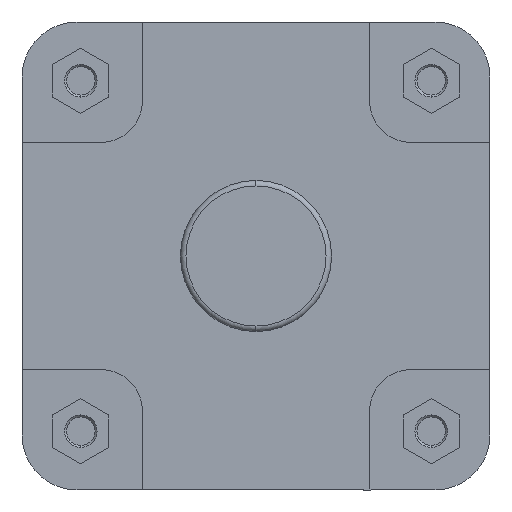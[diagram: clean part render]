
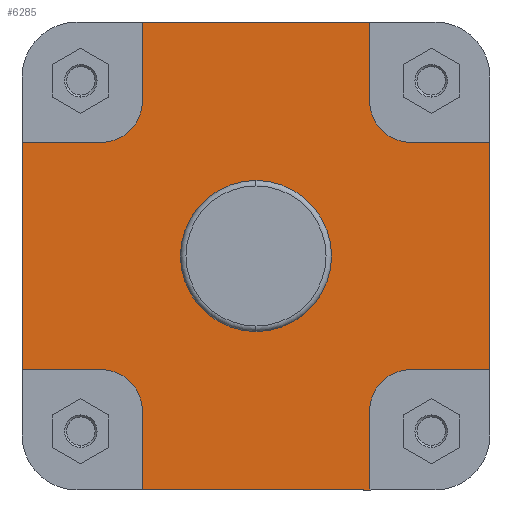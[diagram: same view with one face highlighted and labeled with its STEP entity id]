
A CAD part, left-side view. The second image highlights one B-rep face of the part: STEP entity #6285.
In plain terms, the highlighted planar face has unit normal (-1, 0, 0).
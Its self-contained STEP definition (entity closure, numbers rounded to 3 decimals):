
#367 = CARTESIAN_POINT ( 'NONE',  ( 16., -112.5, 112.5 ) ) ;
#368 = DIRECTION ( 'NONE',  ( -1., 0., 0. ) ) ;
#369 = DIRECTION ( 'NONE',  ( 0., 0., 1. ) ) ;
#494 = CARTESIAN_POINT ( 'NONE',  ( 16., 170., -82.5 ) ) ;
#497 = DIRECTION ( 'NONE',  ( 0., 1., 0. ) ) ;
#506 = CARTESIAN_POINT ( 'NONE',  ( 16., -374.141, 170. ) ) ;
#507 = DIRECTION ( 'NONE',  ( 0., -1., 0. ) ) ;
#514 = CARTESIAN_POINT ( 'NONE',  ( 16., 0., 0. ) ) ;
#519 = DIRECTION ( 'NONE',  ( -1., 0., 0. ) ) ;
#520 = DIRECTION ( 'NONE',  ( 0., 0., 1. ) ) ;
#562 = CARTESIAN_POINT ( 'NONE',  ( 16., 0., 0. ) ) ;
#567 = DIRECTION ( 'NONE',  ( -1., 0., 0. ) ) ;
#568 = DIRECTION ( 'NONE',  ( 0., 0., 1. ) ) ;
#581 = CARTESIAN_POINT ( 'NONE',  ( 16., 112.5, 112.5 ) ) ;
#582 = CARTESIAN_POINT ( 'NONE',  ( 16., 82.5, -112.5 ) ) ;
#583 = DIRECTION ( 'NONE',  ( 0., 0., 1. ) ) ;
#592 = CARTESIAN_POINT ( 'NONE',  ( 16., 112.5, 82.5 ) ) ;
#595 = DIRECTION ( 'NONE',  ( -1., 0., 0. ) ) ;
#596 = DIRECTION ( 'NONE',  ( 0., 1., 0. ) ) ;
#597 = CARTESIAN_POINT ( 'NONE',  ( 16., 170., 0. ) ) ;
#599 = DIRECTION ( 'NONE',  ( 0., -1., 0. ) ) ;
#601 = DIRECTION ( 'NONE',  ( 0., 0., 1. ) ) ;
#639 = CARTESIAN_POINT ( 'NONE',  ( 16., 112.5, -112.5 ) ) ;
#644 = CARTESIAN_POINT ( 'NONE',  ( 16., -112.5, -82.5 ) ) ;
#645 = DIRECTION ( 'NONE',  ( 0., 1., 0. ) ) ;
#649 = DIRECTION ( 'NONE',  ( -1., 0., 0. ) ) ;
#650 = DIRECTION ( 'NONE',  ( 0., 0., -1. ) ) ;
#681 = CARTESIAN_POINT ( 'NONE',  ( 16., 82.5, 170. ) ) ;
#682 = DIRECTION ( 'NONE',  ( 0., 0., 1. ) ) ;
#763 = CARTESIAN_POINT ( 'NONE',  ( 16., -82.5, 112.5 ) ) ;
#764 = DIRECTION ( 'NONE',  ( 0., 0., -1. ) ) ;
#794 = CARTESIAN_POINT ( 'NONE',  ( 16., -82.5, -170. ) ) ;
#795 = DIRECTION ( 'NONE',  ( 0., 0., -1. ) ) ;
#814 = CARTESIAN_POINT ( 'NONE',  ( 16., -374.141, -170. ) ) ;
#829 = CARTESIAN_POINT ( 'NONE',  ( 16., -170., 82.5 ) ) ;
#830 = DIRECTION ( 'NONE',  ( 0., -1., 0. ) ) ;
#832 = DIRECTION ( 'NONE',  ( 0., -1., 0. ) ) ;
#833 = CARTESIAN_POINT ( 'NONE',  ( 16., -112.5, -112.5 ) ) ;
#834 = DIRECTION ( 'NONE',  ( -1., 0., 0. ) ) ;
#835 = DIRECTION ( 'NONE',  ( 0., -1., 0. ) ) ;
#898 = CARTESIAN_POINT ( 'NONE',  ( 16., -170., 0. ) ) ;
#899 = DIRECTION ( 'NONE',  ( 0., 0., 1. ) ) ;
#1326 = FACE_OUTER_BOUND ( 'NONE', #2257, .T. ) ;
#1327 = FACE_BOUND ( 'NONE', #6596, .T. ) ;
#1627 = CARTESIAN_POINT ( 'NONE',  ( 16., 54.9, 0. ) ) ;
#1636 = PLANE ( 'NONE',  #6082 ) ;
#1637 = DIRECTION ( 'NONE',  ( 1., 0., 0. ) ) ;
#1638 = DIRECTION ( 'NONE',  ( 0., 0., -1. ) ) ;
#2257 = EDGE_LOOP ( 'NONE', ( #5113, #5103, #5124, #5140, #5101, #5135, #5143, #5139, #5086, #5121, #5138, #5091, #5167, #5106, #5184, #5161 ) ) ;
#2905 = CIRCLE ( 'NONE', #5929, 30. ) ;
#2986 = VECTOR ( 'NONE', #507, 1000. ) ;
#2995 = LINE ( 'NONE', #494, #2999 ) ;
#2999 = VECTOR ( 'NONE', #497, 1000. ) ;
#3000 = LINE ( 'NONE', #506, #2986 ) ;
#3018 = CIRCLE ( 'NONE', #5949, 54.9 ) ;
#3051 = VECTOR ( 'NONE', #583, 1000. ) ;
#3054 = LINE ( 'NONE', #582, #3051 ) ;
#3055 = CIRCLE ( 'NONE', #5952, 54.9 ) ;
#3064 = VECTOR ( 'NONE', #599, 1000. ) ;
#3071 = LINE ( 'NONE', #597, #3076 ) ;
#3074 = LINE ( 'NONE', #592, #3064 ) ;
#3075 = CIRCLE ( 'NONE', #5957, 30. ) ;
#3076 = VECTOR ( 'NONE', #601, 1000. ) ;
#3107 = LINE ( 'NONE', #644, #3108 ) ;
#3108 = VECTOR ( 'NONE', #645, 1000. ) ;
#3113 = CIRCLE ( 'NONE', #5966, 30. ) ;
#3138 = LINE ( 'NONE', #681, #3139 ) ;
#3139 = VECTOR ( 'NONE', #682, 1000. ) ;
#3199 = LINE ( 'NONE', #794, #3209 ) ;
#3201 = LINE ( 'NONE', #763, #3202 ) ;
#3202 = VECTOR ( 'NONE', #764, 1000. ) ;
#3209 = VECTOR ( 'NONE', #795, 1000. ) ;
#3247 = LINE ( 'NONE', #814, #3251 ) ;
#3249 = LINE ( 'NONE', #829, #3250 ) ;
#3250 = VECTOR ( 'NONE', #830, 1000. ) ;
#3251 = VECTOR ( 'NONE', #832, 1000. ) ;
#3254 = CIRCLE ( 'NONE', #5987, 30. ) ;
#3294 = LINE ( 'NONE', #898, #3295 ) ;
#3295 = VECTOR ( 'NONE', #899, 1000. ) ;
#3581 = VERTEX_POINT ( 'NONE', #3919 ) ;
#3583 = VERTEX_POINT ( 'NONE', #3921 ) ;
#3584 = VERTEX_POINT ( 'NONE', #3922 ) ;
#3591 = VERTEX_POINT ( 'NONE', #3929 ) ;
#3595 = VERTEX_POINT ( 'NONE', #3933 ) ;
#3598 = VERTEX_POINT ( 'NONE', #3936 ) ;
#3600 = VERTEX_POINT ( 'NONE', #3938 ) ;
#3607 = VERTEX_POINT ( 'NONE', #3945 ) ;
#3610 = VERTEX_POINT ( 'NONE', #3948 ) ;
#3614 = VERTEX_POINT ( 'NONE', #3952 ) ;
#3619 = VERTEX_POINT ( 'NONE', #3957 ) ;
#3621 = VERTEX_POINT ( 'NONE', #3959 ) ;
#3632 = VERTEX_POINT ( 'NONE', #3970 ) ;
#3635 = VERTEX_POINT ( 'NONE', #3973 ) ;
#3636 = VERTEX_POINT ( 'NONE', #3974 ) ;
#3646 = VERTEX_POINT ( 'NONE', #3984 ) ;
#3656 = VERTEX_POINT ( 'NONE', #3994 ) ;
#3658 = VERTEX_POINT ( 'NONE', #3996 ) ;
#3919 = CARTESIAN_POINT ( 'NONE',  ( 16., 0., -54.9 ) ) ;
#3921 = CARTESIAN_POINT ( 'NONE',  ( 16., 112.5, -82.5 ) ) ;
#3922 = CARTESIAN_POINT ( 'NONE',  ( 16., -82.5, -112.5 ) ) ;
#3929 = CARTESIAN_POINT ( 'NONE',  ( 16., 82.5, 170. ) ) ;
#3933 = CARTESIAN_POINT ( 'NONE',  ( 16., -82.5, 112.5 ) ) ;
#3936 = CARTESIAN_POINT ( 'NONE',  ( 16., 82.5, 112.5 ) ) ;
#3938 = CARTESIAN_POINT ( 'NONE',  ( 16., 0., 54.9 ) ) ;
#3945 = CARTESIAN_POINT ( 'NONE',  ( 16., -112.5, 82.5 ) ) ;
#3948 = CARTESIAN_POINT ( 'NONE',  ( 16., 82.5, -170. ) ) ;
#3952 = CARTESIAN_POINT ( 'NONE',  ( 16., 82.5, -112.5 ) ) ;
#3957 = CARTESIAN_POINT ( 'NONE',  ( 16., -170., -82.5 ) ) ;
#3959 = CARTESIAN_POINT ( 'NONE',  ( 16., -82.5, 170. ) ) ;
#3970 = CARTESIAN_POINT ( 'NONE',  ( 16., 112.5, 82.5 ) ) ;
#3973 = CARTESIAN_POINT ( 'NONE',  ( 16., -112.5, -82.5 ) ) ;
#3974 = CARTESIAN_POINT ( 'NONE',  ( 16., 170., 82.5 ) ) ;
#3984 = CARTESIAN_POINT ( 'NONE',  ( 16., -170., 82.5 ) ) ;
#3994 = CARTESIAN_POINT ( 'NONE',  ( 16., -82.5, -170. ) ) ;
#3996 = CARTESIAN_POINT ( 'NONE',  ( 16., 170., -82.5 ) ) ;
#5086 = ORIENTED_EDGE ( 'NONE', *, *, #5517, .F. ) ;
#5091 = ORIENTED_EDGE ( 'NONE', *, *, #5557, .F. ) ;
#5101 = ORIENTED_EDGE ( 'NONE', *, *, #5689, .T. ) ;
#5103 = ORIENTED_EDGE ( 'NONE', *, *, #5645, .F. ) ;
#5106 = ORIENTED_EDGE ( 'NONE', *, *, #5513, .F. ) ;
#5113 = ORIENTED_EDGE ( 'NONE', *, *, #5662, .T. ) ;
#5121 = ORIENTED_EDGE ( 'NONE', *, *, #5596, .F. ) ;
#5124 = ORIENTED_EDGE ( 'NONE', *, *, #5663, .F. ) ;
#5135 = ORIENTED_EDGE ( 'NONE', *, *, #5661, .F. ) ;
#5138 = ORIENTED_EDGE ( 'NONE', *, *, #5556, .F. ) ;
#5139 = ORIENTED_EDGE ( 'NONE', *, *, #5632, .F. ) ;
#5140 = ORIENTED_EDGE ( 'NONE', *, *, #5577, .F. ) ;
#5143 = ORIENTED_EDGE ( 'NONE', *, *, #5453, .F. ) ;
#5161 = ORIENTED_EDGE ( 'NONE', *, *, #5550, .F. ) ;
#5165 = ORIENTED_EDGE ( 'NONE', *, *, #5523, .F. ) ;
#5167 = ORIENTED_EDGE ( 'NONE', *, *, #5558, .F. ) ;
#5180 = ORIENTED_EDGE ( 'NONE', *, *, #5544, .F. ) ;
#5184 = ORIENTED_EDGE ( 'NONE', *, *, #5579, .F. ) ;
#5453 = EDGE_CURVE ( 'NONE', #3595, #3607, #2905, .T. ) ;
#5513 = EDGE_CURVE ( 'NONE', #3583, #3658, #2995, .T. ) ;
#5517 = EDGE_CURVE ( 'NONE', #3591, #3621, #3000, .T. ) ;
#5523 = EDGE_CURVE ( 'NONE', #3600, #3581, #3018, .T. ) ;
#5544 = EDGE_CURVE ( 'NONE', #3581, #3600, #3055, .T. ) ;
#5550 = EDGE_CURVE ( 'NONE', #3610, #3614, #3054, .T. ) ;
#5556 = EDGE_CURVE ( 'NONE', #3632, #3598, #3075, .T. ) ;
#5557 = EDGE_CURVE ( 'NONE', #3636, #3632, #3074, .T. ) ;
#5558 = EDGE_CURVE ( 'NONE', #3658, #3636, #3071, .T. ) ;
#5577 = EDGE_CURVE ( 'NONE', #3619, #3635, #3107, .T. ) ;
#5579 = EDGE_CURVE ( 'NONE', #3614, #3583, #3113, .T. ) ;
#5596 = EDGE_CURVE ( 'NONE', #3598, #3591, #3138, .T. ) ;
#5632 = EDGE_CURVE ( 'NONE', #3621, #3595, #3201, .T. ) ;
#5645 = EDGE_CURVE ( 'NONE', #3584, #3656, #3199, .T. ) ;
#5661 = EDGE_CURVE ( 'NONE', #3607, #3646, #3249, .T. ) ;
#5662 = EDGE_CURVE ( 'NONE', #3610, #3656, #3247, .T. ) ;
#5663 = EDGE_CURVE ( 'NONE', #3635, #3584, #3254, .T. ) ;
#5689 = EDGE_CURVE ( 'NONE', #3619, #3646, #3294, .T. ) ;
#5929 = AXIS2_PLACEMENT_3D ( 'NONE', #367, #368, #369 ) ;
#5949 = AXIS2_PLACEMENT_3D ( 'NONE', #514, #519, #520 ) ;
#5952 = AXIS2_PLACEMENT_3D ( 'NONE', #562, #567, #568 ) ;
#5957 = AXIS2_PLACEMENT_3D ( 'NONE', #581, #595, #596 ) ;
#5966 = AXIS2_PLACEMENT_3D ( 'NONE', #639, #649, #650 ) ;
#5987 = AXIS2_PLACEMENT_3D ( 'NONE', #833, #834, #835 ) ;
#6082 = AXIS2_PLACEMENT_3D ( 'NONE', #1627, #1637, #1638 ) ;
#6285 = ADVANCED_FACE ( 'NONE', ( #1327, #1326 ), #1636, .F. ) ;
#6596 = EDGE_LOOP ( 'NONE', ( #5165, #5180 ) ) ;
